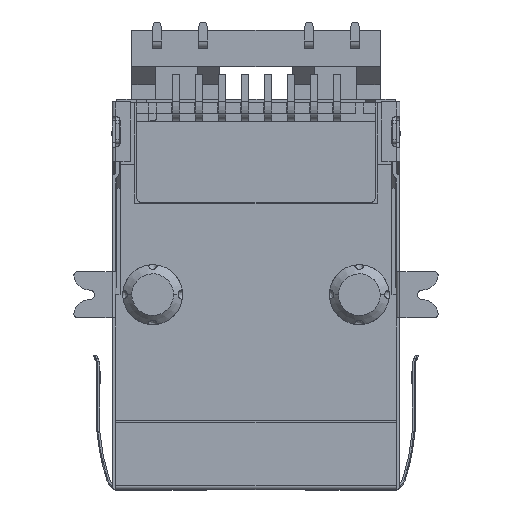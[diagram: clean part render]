
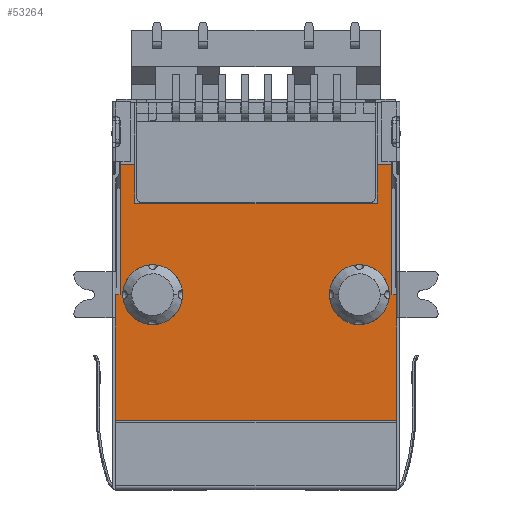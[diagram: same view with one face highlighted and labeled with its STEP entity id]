
A CAD part, top view. The second image highlights one B-rep face of the part: STEP entity #53264.
In plain terms, the highlighted planar face has unit normal (0, 0, 1).
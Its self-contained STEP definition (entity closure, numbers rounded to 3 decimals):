
#49327 = VERTEX_POINT ( 'NONE', #69309 ) ;
#49329 = VERTEX_POINT ( 'NONE', #69306 ) ;
#49331 = EDGE_CURVE ( 'NONE', #49327, #49329, #69303, .T. ) ;
#49392 = EDGE_CURVE ( 'NONE', #49421, #49412, #69350, .T. ) ;
#49412 = VERTEX_POINT ( 'NONE', #69344 ) ;
#49421 = VERTEX_POINT ( 'NONE', #69375 ) ;
#51819 = VERTEX_POINT ( 'NONE', #72504 ) ;
#51902 = EDGE_CURVE ( 'NONE', #51939, #51919, #72630, .T. ) ;
#51915 = EDGE_CURVE ( 'NONE', #49412, #49421, #72637, .T. ) ;
#51919 = VERTEX_POINT ( 'NONE', #72620 ) ;
#51939 = VERTEX_POINT ( 'NONE', #72658 ) ;
#51946 = EDGE_CURVE ( 'NONE', #51819, #51939, #72649, .T. ) ;
#51982 = EDGE_CURVE ( 'NONE', #49329, #49327, #72682, .T. ) ;
#51995 = VERTEX_POINT ( 'NONE', #72733 ) ;
#52115 = EDGE_CURVE ( 'NONE', #51919, #51995, #72747, .T. ) ;
#52983 = VERTEX_POINT ( 'NONE', #73544 ) ;
#53063 = VERTEX_POINT ( 'NONE', #73663 ) ;
#53072 = VERTEX_POINT ( 'NONE', #73661 ) ;
#53080 = VERTEX_POINT ( 'NONE', #73647 ) ;
#53081 = VERTEX_POINT ( 'NONE', #73708 ) ;
#53097 = EDGE_CURVE ( 'NONE', #52983, #51819, #73700, .T. ) ;
#53130 = VERTEX_POINT ( 'NONE', #73719 ) ;
#53138 = VERTEX_POINT ( 'NONE', #73717 ) ;
#53141 = ORIENTED_EDGE ( 'NONE', *, *, #53186, .F. ) ;
#53143 = EDGE_LOOP ( 'NONE', ( #53230, #53265, #53233, #53240, #53244, #53219, #53239, #53221, #53141, #53222, #53254, #53226 ) ) ;
#53152 = EDGE_CURVE ( 'NONE', #53072, #53080, #73762, .T. ) ;
#53186 = EDGE_CURVE ( 'NONE', #53081, #53063, #73791, .T. ) ;
#53219 = ORIENTED_EDGE ( 'NONE', *, *, #51946, .F. ) ;
#53220 = EDGE_CURVE ( 'NONE', #53072, #53130, #73823, .T. ) ;
#53221 = ORIENTED_EDGE ( 'NONE', *, *, #53267, .T. ) ;
#53222 = ORIENTED_EDGE ( 'NONE', *, *, #53242, .T. ) ;
#53226 = ORIENTED_EDGE ( 'NONE', *, *, #53220, .T. ) ;
#53227 = ORIENTED_EDGE ( 'NONE', *, *, #49331, .F. ) ;
#53228 = EDGE_CURVE ( 'NONE', #53138, #53234, #73809, .T. ) ;
#53230 = ORIENTED_EDGE ( 'NONE', *, *, #53256, .F. ) ;
#53231 = ORIENTED_EDGE ( 'NONE', *, *, #51915, .F. ) ;
#53233 = ORIENTED_EDGE ( 'NONE', *, *, #53236, .T. ) ;
#53234 = VERTEX_POINT ( 'NONE', #73815 ) ;
#53236 = EDGE_CURVE ( 'NONE', #53234, #51995, #73877, .T. ) ;
#53239 = ORIENTED_EDGE ( 'NONE', *, *, #53097, .F. ) ;
#53240 = ORIENTED_EDGE ( 'NONE', *, *, #52115, .F. ) ;
#53242 = EDGE_CURVE ( 'NONE', #53081, #53080, #73873, .T. ) ;
#53244 = ORIENTED_EDGE ( 'NONE', *, *, #51902, .F. ) ;
#53254 = ORIENTED_EDGE ( 'NONE', *, *, #53152, .F. ) ;
#53256 = EDGE_CURVE ( 'NONE', #53138, #53130, #73811, .T. ) ;
#53258 = EDGE_LOOP ( 'NONE', ( #53266, #53227 ) ) ;
#53260 = ORIENTED_EDGE ( 'NONE', *, *, #49392, .F. ) ;
#53262 = EDGE_LOOP ( 'NONE', ( #53260, #53231 ) ) ;
#53264 = ADVANCED_FACE ( 'NONE', ( #73859, #73856, #73853 ), #73854, .T. ) ;
#53265 = ORIENTED_EDGE ( 'NONE', *, *, #53228, .T. ) ;
#53266 = ORIENTED_EDGE ( 'NONE', *, *, #51982, .F. ) ;
#53267 = EDGE_CURVE ( 'NONE', #52983, #53063, #73850, .T. ) ;
#69299 = DIRECTION ( 'NONE',  ( -1., 0., 0. ) ) ;
#69300 = DIRECTION ( 'NONE',  ( 0., 0., 1. ) ) ;
#69301 = CARTESIAN_POINT ( 'NONE',  ( 13.47, 10.55, -3.85 ) ) ;
#69302 = AXIS2_PLACEMENT_3D ( 'NONE', #69301, #69300, #69299 ) ;
#69303 = CIRCLE ( 'NONE', #69302, 1.65 ) ;
#69306 = CARTESIAN_POINT ( 'NONE',  ( 11.82, 10.55, -3.85 ) ) ;
#69309 = CARTESIAN_POINT ( 'NONE',  ( 15.12, 10.55, -3.85 ) ) ;
#69344 = CARTESIAN_POINT ( 'NONE',  ( 0.42, 10.55, -3.85 ) ) ;
#69346 = DIRECTION ( 'NONE',  ( 1., 0., 0. ) ) ;
#69347 = DIRECTION ( 'NONE',  ( 0., 0., 1. ) ) ;
#69348 = CARTESIAN_POINT ( 'NONE',  ( 2.07, 10.55, -3.85 ) ) ;
#69350 = CIRCLE ( 'NONE', #69356, 1.65 ) ;
#69356 = AXIS2_PLACEMENT_3D ( 'NONE', #69348, #69347, #69346 ) ;
#69375 = CARTESIAN_POINT ( 'NONE',  ( 3.72, 10.55, -3.85 ) ) ;
#72504 = CARTESIAN_POINT ( 'NONE',  ( 1.07, 17.75, -3.85 ) ) ;
#72610 = DIRECTION ( 'NONE',  ( 1., 0., 0. ) ) ;
#72611 = DIRECTION ( 'NONE',  ( 0., 0., 1. ) ) ;
#72612 = CARTESIAN_POINT ( 'NONE',  ( 2.07, 10.55, -3.85 ) ) ;
#72613 = AXIS2_PLACEMENT_3D ( 'NONE', #72612, #72611, #72610 ) ;
#72620 = CARTESIAN_POINT ( 'NONE',  ( 14.47, 15.6, -3.85 ) ) ;
#72627 = DIRECTION ( 'NONE',  ( 1., 0., 0. ) ) ;
#72628 = VECTOR ( 'NONE', #72627, 1000. ) ;
#72629 = CARTESIAN_POINT ( 'NONE',  ( 7.77, 15.6, -3.85 ) ) ;
#72630 = LINE ( 'NONE', #72629, #72628 ) ;
#72637 = CIRCLE ( 'NONE', #72613, 1.65 ) ;
#72644 = DIRECTION ( 'NONE',  ( 0., -1., 0. ) ) ;
#72645 = VECTOR ( 'NONE', #72644, 1000. ) ;
#72648 = CARTESIAN_POINT ( 'NONE',  ( 1.07, 10.675, -3.85 ) ) ;
#72649 = LINE ( 'NONE', #72648, #72645 ) ;
#72658 = CARTESIAN_POINT ( 'NONE',  ( 1.07, 15.6, -3.85 ) ) ;
#72673 = DIRECTION ( 'NONE',  ( -1., 0., 0. ) ) ;
#72674 = DIRECTION ( 'NONE',  ( 0., 0., 1. ) ) ;
#72675 = CARTESIAN_POINT ( 'NONE',  ( 13.47, 10.55, -3.85 ) ) ;
#72680 = AXIS2_PLACEMENT_3D ( 'NONE', #72675, #72674, #72673 ) ;
#72682 = CIRCLE ( 'NONE', #72680, 1.65 ) ;
#72733 = CARTESIAN_POINT ( 'NONE',  ( 14.47, 17.75, -3.85 ) ) ;
#72746 = CARTESIAN_POINT ( 'NONE',  ( 14.47, 10.675, -3.85 ) ) ;
#72747 = LINE ( 'NONE', #72746, #72785 ) ;
#72784 = DIRECTION ( 'NONE',  ( 0., 1., 0. ) ) ;
#72785 = VECTOR ( 'NONE', #72784, 1000. ) ;
#73544 = CARTESIAN_POINT ( 'NONE',  ( 0.27, 17.75, -3.85 ) ) ;
#73647 = CARTESIAN_POINT ( 'NONE',  ( 0., 3.6, -3.85 ) ) ;
#73661 = CARTESIAN_POINT ( 'NONE',  ( 15.54, 3.6, -3.85 ) ) ;
#73663 = CARTESIAN_POINT ( 'NONE',  ( 0.27, 10.55, -3.85 ) ) ;
#73684 = DIRECTION ( 'NONE',  ( 1., 0., 0. ) ) ;
#73685 = VECTOR ( 'NONE', #73684, 1000. ) ;
#73686 = CARTESIAN_POINT ( 'NONE',  ( 7.77, 17.75, -3.85 ) ) ;
#73700 = LINE ( 'NONE', #73686, #73685 ) ;
#73708 = CARTESIAN_POINT ( 'NONE',  ( 0., 10.55, -3.85 ) ) ;
#73717 = CARTESIAN_POINT ( 'NONE',  ( 15.27, 10.55, -3.85 ) ) ;
#73719 = CARTESIAN_POINT ( 'NONE',  ( 15.54, 10.55, -3.85 ) ) ;
#73754 = DIRECTION ( 'NONE',  ( -1., 0., 0. ) ) ;
#73755 = VECTOR ( 'NONE', #73754, 1000. ) ;
#73760 = CARTESIAN_POINT ( 'NONE',  ( 7.77, 3.6, -3.85 ) ) ;
#73762 = LINE ( 'NONE', #73760, #73755 ) ;
#73783 = CARTESIAN_POINT ( 'NONE',  ( 15.27, 10.575, -3.85 ) ) ;
#73786 = DIRECTION ( 'NONE',  ( 1., 0., 0. ) ) ;
#73787 = VECTOR ( 'NONE', #73786, 1000. ) ;
#73790 = CARTESIAN_POINT ( 'NONE',  ( 7.77, 10.55, -3.85 ) ) ;
#73791 = LINE ( 'NONE', #73790, #73787 ) ;
#73805 = DIRECTION ( 'NONE',  ( 0., 1., 0. ) ) ;
#73806 = VECTOR ( 'NONE', #73805, 1000. ) ;
#73807 = DIRECTION ( 'NONE',  ( 0., 1., 0. ) ) ;
#73808 = VECTOR ( 'NONE', #73807, 1000. ) ;
#73809 = LINE ( 'NONE', #73783, #73806 ) ;
#73810 = CARTESIAN_POINT ( 'NONE',  ( 7.77, 10.55, -3.85 ) ) ;
#73811 = LINE ( 'NONE', #73810, #73866 ) ;
#73815 = CARTESIAN_POINT ( 'NONE',  ( 15.27, 17.75, -3.85 ) ) ;
#73817 = CARTESIAN_POINT ( 'NONE',  ( 15.54, 5.275, -3.85 ) ) ;
#73823 = LINE ( 'NONE', #73817, #73808 ) ;
#73842 = DIRECTION ( 'NONE',  ( 0., -1., 0. ) ) ;
#73843 = VECTOR ( 'NONE', #73842, 1000. ) ;
#73846 = DIRECTION ( 'NONE',  ( 1., 0., 0. ) ) ;
#73847 = DIRECTION ( 'NONE',  ( 0., 0., 1. ) ) ;
#73850 = LINE ( 'NONE', #73880, #73843 ) ;
#73853 = FACE_OUTER_BOUND ( 'NONE', #53143, .T. ) ;
#73854 = PLANE ( 'NONE',  #73860 ) ;
#73856 = FACE_BOUND ( 'NONE', #53262, .T. ) ;
#73859 = FACE_BOUND ( 'NONE', #53258, .T. ) ;
#73860 = AXIS2_PLACEMENT_3D ( 'NONE', #73882, #73847, #73846 ) ;
#73865 = DIRECTION ( 'NONE',  ( 1., 0., 0. ) ) ;
#73866 = VECTOR ( 'NONE', #73865, 1000. ) ;
#73868 = DIRECTION ( 'NONE',  ( 0., -1., 0. ) ) ;
#73870 = VECTOR ( 'NONE', #73868, 1000. ) ;
#73872 = CARTESIAN_POINT ( 'NONE',  ( 0., 5.275, -3.85 ) ) ;
#73873 = LINE ( 'NONE', #73872, #73870 ) ;
#73874 = DIRECTION ( 'NONE',  ( -1., 0., 0. ) ) ;
#73875 = VECTOR ( 'NONE', #73874, 1000. ) ;
#73876 = CARTESIAN_POINT ( 'NONE',  ( 7.77, 17.75, -3.85 ) ) ;
#73877 = LINE ( 'NONE', #73876, #73875 ) ;
#73880 = CARTESIAN_POINT ( 'NONE',  ( 0.27, 10.575, -3.85 ) ) ;
#73882 = CARTESIAN_POINT ( 'NONE',  ( -0.311, 3.317, -3.85 ) ) ;
